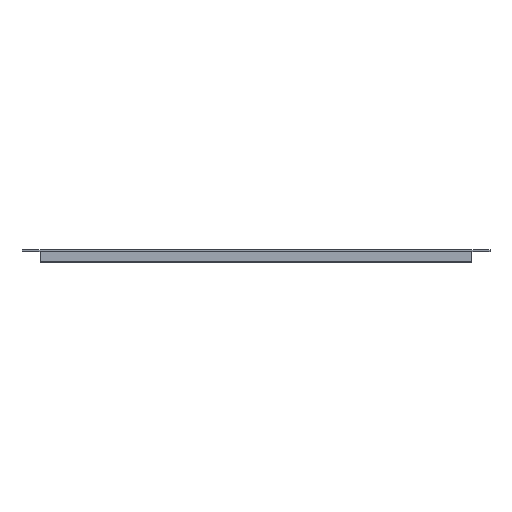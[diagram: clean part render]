
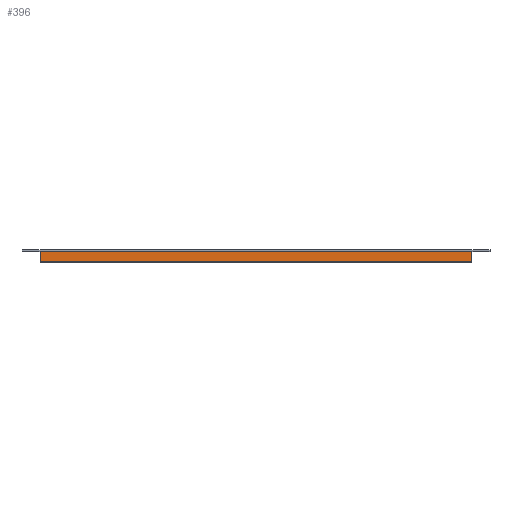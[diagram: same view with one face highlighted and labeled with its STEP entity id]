
A CAD part, top view. The second image highlights one B-rep face of the part: STEP entity #396.
In plain terms, the highlighted planar face has unit normal (0, 0.023, 1).
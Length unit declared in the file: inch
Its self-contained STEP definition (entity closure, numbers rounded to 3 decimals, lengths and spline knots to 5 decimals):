
#23 = VERTEX_POINT ( 'NONE', #959 ) ;
#46 = EDGE_CURVE ( 'NONE', #23, #365, #1556, .T. ) ;
#86 = VECTOR ( 'NONE', #782, 39.37008 ) ;
#142 = FACE_OUTER_BOUND ( 'NONE', #1164, .T. ) ;
#145 = CARTESIAN_POINT ( 'NONE',  ( 8.74016, -0.02953, 4.37008 ) ) ;
#271 = VERTEX_POINT ( 'NONE', #905 ) ;
#285 = PLANE ( 'NONE',  #1635 ) ;
#365 = VERTEX_POINT ( 'NONE', #1290 ) ;
#396 = ADVANCED_FACE ( 'NONE', ( #142 ), #285, .T. ) ;
#425 = DIRECTION ( 'NONE',  ( 0., -1., 0.023 ) ) ;
#438 = ORIENTED_EDGE ( 'NONE', *, *, #656, .T. ) ;
#455 = DIRECTION ( 'NONE',  ( -1., 0., 0. ) ) ;
#638 = CARTESIAN_POINT ( 'NONE',  ( -8.74016, -0.02953, 4.37008 ) ) ;
#656 = EDGE_CURVE ( 'NONE', #23, #1142, #1446, .T. ) ;
#668 = CARTESIAN_POINT ( 'NONE',  ( 8.74016, -0.02953, 4.37008 ) ) ;
#686 = EDGE_CURVE ( 'NONE', #1142, #271, #1057, .T. ) ;
#770 = ORIENTED_EDGE ( 'NONE', *, *, #793, .F. ) ;
#782 = DIRECTION ( 'NONE',  ( 0., 1., -0.023 ) ) ;
#793 = EDGE_CURVE ( 'NONE', #365, #271, #1218, .T. ) ;
#808 = VECTOR ( 'NONE', #455, 39.37008 ) ;
#905 = CARTESIAN_POINT ( 'NONE',  ( -8.74016, -0.02953, 4.37008 ) ) ;
#906 = DIRECTION ( 'NONE',  ( -1., 0., 0. ) ) ;
#959 = CARTESIAN_POINT ( 'NONE',  ( 8.74016, -0.4626, 4.37992 ) ) ;
#1039 = VECTOR ( 'NONE', #1626, 39.37008 ) ;
#1057 = LINE ( 'NONE', #1632, #1091 ) ;
#1091 = VECTOR ( 'NONE', #906, 39.37008 ) ;
#1142 = VERTEX_POINT ( 'NONE', #145 ) ;
#1164 = EDGE_LOOP ( 'NONE', ( #770, #1539, #438, #1530 ) ) ;
#1218 = LINE ( 'NONE', #638, #1039 ) ;
#1290 = CARTESIAN_POINT ( 'NONE',  ( -8.74016, -0.4626, 4.37992 ) ) ;
#1318 = CARTESIAN_POINT ( 'NONE',  ( 8.74016, -0.4626, 4.37992 ) ) ;
#1396 = CARTESIAN_POINT ( 'NONE',  ( 8.74016, -0.02953, 4.37008 ) ) ;
#1446 = LINE ( 'NONE', #1396, #86 ) ;
#1530 = ORIENTED_EDGE ( 'NONE', *, *, #686, .T. ) ;
#1532 = DIRECTION ( 'NONE',  ( 0., 0.023, 1. ) ) ;
#1539 = ORIENTED_EDGE ( 'NONE', *, *, #46, .F. ) ;
#1556 = LINE ( 'NONE', #1318, #808 ) ;
#1626 = DIRECTION ( 'NONE',  ( 0., 1., -0.023 ) ) ;
#1632 = CARTESIAN_POINT ( 'NONE',  ( 8.74016, -0.02953, 4.37008 ) ) ;
#1635 = AXIS2_PLACEMENT_3D ( 'NONE', #668, #1532, #425 ) ;
